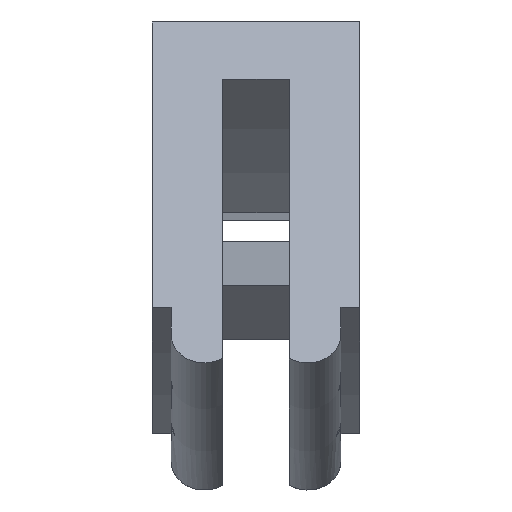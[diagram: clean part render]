
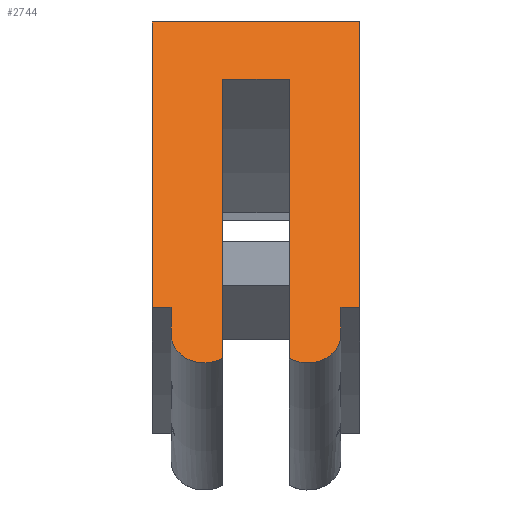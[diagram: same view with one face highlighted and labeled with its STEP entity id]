
A CAD part, left-side view. The second image highlights one B-rep face of the part: STEP entity #2744.
In plain terms, the highlighted planar face has unit normal (-0.866, 0, 0.5).
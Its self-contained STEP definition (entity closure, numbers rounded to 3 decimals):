
#13 = LINE ( 'NONE', #1255, #404 ) ;
#37 = VERTEX_POINT ( 'NONE', #1532 ) ;
#50 = ORIENTED_EDGE ( 'NONE', *, *, #2871, .T. ) ;
#83 = B_SPLINE_CURVE_WITH_KNOTS ( 'NONE', 3,
 ( #1756, #1262, #1292, #1046, #2496, #786, #2479, #2462, #3199, #238 ),
 .UNSPECIFIED., .F., .F.,
 ( 4, 2, 2, 2, 4 ),
 ( 0.002, 0.002, 0.003, 0.003, 0.003 ),
 .UNSPECIFIED. ) ;
#90 = LINE ( 'NONE', #159, #1432 ) ;
#155 = ORIENTED_EDGE ( 'NONE', *, *, #2282, .T. ) ;
#159 = CARTESIAN_POINT ( 'NONE',  ( -13.57, -0.8, -24.504 ) ) ;
#197 = ORIENTED_EDGE ( 'NONE', *, *, #1391, .T. ) ;
#238 = CARTESIAN_POINT ( 'NONE',  ( -27.572, 0.8, -48.755 ) ) ;
#272 = CARTESIAN_POINT ( 'NONE',  ( -22.892, -2.5, -40.65 ) ) ;
#280 = DIRECTION ( 'NONE',  ( 0.5, 0., 0.866 ) ) ;
#290 = EDGE_CURVE ( 'NONE', #37, #712, #296, .T. ) ;
#296 = LINE ( 'NONE', #2741, #2959 ) ;
#345 = FACE_OUTER_BOUND ( 'NONE', #1274, .T. ) ;
#370 = CARTESIAN_POINT ( 'NONE',  ( -23.691, 0., -42.033 ) ) ;
#394 = CARTESIAN_POINT ( 'NONE',  ( -13.404, -2.05, -24.217 ) ) ;
#404 = VECTOR ( 'NONE', #516, 1000. ) ;
#516 = DIRECTION ( 'NONE',  ( 0., -1., 0. ) ) ;
#603 = VECTOR ( 'NONE', #2031, 1000. ) ;
#631 = DIRECTION ( 'NONE',  ( 0.5, 0., 0.866 ) ) ;
#712 = VERTEX_POINT ( 'NONE', #1892 ) ;
#725 = CARTESIAN_POINT ( 'NONE',  ( -27.241, 2.05, -48.183 ) ) ;
#745 = ORIENTED_EDGE ( 'NONE', *, *, #1624, .T. ) ;
#753 = LINE ( 'NONE', #2787, #603 ) ;
#786 = CARTESIAN_POINT ( 'NONE',  ( -27.628, 1.497, -48.853 ) ) ;
#821 = DIRECTION ( 'NONE',  ( 0., 1., 0. ) ) ;
#829 = VECTOR ( 'NONE', #1693, 1000. ) ;
#850 = CARTESIAN_POINT ( 'NONE',  ( -26.866, 0., -47.533 ) ) ;
#867 = CARTESIAN_POINT ( 'NONE',  ( -27.241, -2.05, -48.183 ) ) ;
#939 = CARTESIAN_POINT ( 'NONE',  ( -13.57, 0.8, -24.504 ) ) ;
#947 = DIRECTION ( 'NONE',  ( -0.866, 0., 0.5 ) ) ;
#952 = ORIENTED_EDGE ( 'NONE', *, *, #2879, .T. ) ;
#991 = VECTOR ( 'NONE', #631, 1000. ) ;
#996 = VERTEX_POINT ( 'NONE', #1149 ) ;
#1027 = VECTOR ( 'NONE', #1833, 1000. ) ;
#1046 = CARTESIAN_POINT ( 'NONE',  ( -27.51, 1.86, -48.648 ) ) ;
#1079 = CARTESIAN_POINT ( 'NONE',  ( -26.866, -2.05, -47.533 ) ) ;
#1084 = DIRECTION ( 'NONE',  ( 0., -1., 0. ) ) ;
#1146 = ORIENTED_EDGE ( 'NONE', *, *, #1164, .T. ) ;
#1149 = CARTESIAN_POINT ( 'NONE',  ( -27.572, 0.8, -48.755 ) ) ;
#1159 = EDGE_CURVE ( 'NONE', #2501, #996, #83, .T. ) ;
#1163 = CARTESIAN_POINT ( 'NONE',  ( -27.644, -1.349, -48.881 ) ) ;
#1164 = EDGE_CURVE ( 'NONE', #2593, #2048, #2703, .T. ) ;
#1188 = VERTEX_POINT ( 'NONE', #2030 ) ;
#1255 = CARTESIAN_POINT ( 'NONE',  ( -26.866, 0., -47.533 ) ) ;
#1262 = CARTESIAN_POINT ( 'NONE',  ( -27.313, 2.05, -48.307 ) ) ;
#1274 = EDGE_LOOP ( 'NONE', ( #745, #952, #1384, #2963, #3090, #2926, #197, #155, #1482, #1146, #50, #3048 ) ) ;
#1292 = CARTESIAN_POINT ( 'NONE',  ( -27.385, 2.01, -48.432 ) ) ;
#1384 = ORIENTED_EDGE ( 'NONE', *, *, #1159, .T. ) ;
#1391 = EDGE_CURVE ( 'NONE', #1717, #1597, #2876, .T. ) ;
#1422 = PLANE ( 'NONE',  #2508 ) ;
#1432 = VECTOR ( 'NONE', #1823, 1000. ) ;
#1451 = DIRECTION ( 'NONE',  ( 0.5, 0., 0.866 ) ) ;
#1455 = EDGE_CURVE ( 'NONE', #3187, #2593, #13, .T. ) ;
#1482 = ORIENTED_EDGE ( 'NONE', *, *, #1455, .T. ) ;
#1503 = CARTESIAN_POINT ( 'NONE',  ( -27.641, -2.5, -48.875 ) ) ;
#1532 = CARTESIAN_POINT ( 'NONE',  ( -26.866, 2.5, -47.533 ) ) ;
#1597 = VERTEX_POINT ( 'NONE', #867 ) ;
#1611 = EDGE_CURVE ( 'NONE', #2629, #1188, #2109, .T. ) ;
#1624 = EDGE_CURVE ( 'NONE', #37, #2007, #3051, .T. ) ;
#1693 = DIRECTION ( 'NONE',  ( 0.5, 0., 0.866 ) ) ;
#1696 = CARTESIAN_POINT ( 'NONE',  ( -27.385, -2.01, -48.433 ) ) ;
#1703 = EDGE_CURVE ( 'NONE', #996, #2629, #2657, .T. ) ;
#1717 = VERTEX_POINT ( 'NONE', #2123 ) ;
#1756 = CARTESIAN_POINT ( 'NONE',  ( -27.241, 2.05, -48.183 ) ) ;
#1823 = DIRECTION ( 'NONE',  ( -0.5, 0., -0.866 ) ) ;
#1833 = DIRECTION ( 'NONE',  ( 0., -1., 0. ) ) ;
#1892 = CARTESIAN_POINT ( 'NONE',  ( -22.892, 2.5, -40.65 ) ) ;
#1894 = EDGE_CURVE ( 'NONE', #1188, #1717, #90, .T. ) ;
#1907 = CARTESIAN_POINT ( 'NONE',  ( -27.313, -2.05, -48.307 ) ) ;
#1931 = VECTOR ( 'NONE', #2994, 1000. ) ;
#2007 = VERTEX_POINT ( 'NONE', #2883 ) ;
#2030 = CARTESIAN_POINT ( 'NONE',  ( -23.691, -0.8, -42.033 ) ) ;
#2031 = DIRECTION ( 'NONE',  ( -0.5, 0., -0.866 ) ) ;
#2048 = VERTEX_POINT ( 'NONE', #3155 ) ;
#2109 = LINE ( 'NONE', #370, #2836 ) ;
#2123 = CARTESIAN_POINT ( 'NONE',  ( -27.572, -0.8, -48.755 ) ) ;
#2141 = CARTESIAN_POINT ( 'NONE',  ( -27.509, -1.86, -48.648 ) ) ;
#2156 = CARTESIAN_POINT ( 'NONE',  ( -27.628, -1.497, -48.853 ) ) ;
#2159 = CARTESIAN_POINT ( 'NONE',  ( -27.641, -2.5, -48.875 ) ) ;
#2273 = LINE ( 'NONE', #272, #2667 ) ;
#2276 = CARTESIAN_POINT ( 'NONE',  ( -23.691, 0.8, -42.033 ) ) ;
#2282 = EDGE_CURVE ( 'NONE', #1597, #3187, #2368, .T. ) ;
#2292 = CARTESIAN_POINT ( 'NONE',  ( -26.866, -2.5, -47.533 ) ) ;
#2368 = LINE ( 'NONE', #394, #991 ) ;
#2394 = CARTESIAN_POINT ( 'NONE',  ( -27.613, -0.921, -48.826 ) ) ;
#2462 = CARTESIAN_POINT ( 'NONE',  ( -27.636, 1.062, -48.867 ) ) ;
#2479 = CARTESIAN_POINT ( 'NONE',  ( -27.644, 1.35, -48.881 ) ) ;
#2496 = CARTESIAN_POINT ( 'NONE',  ( -27.561, 1.752, -48.736 ) ) ;
#2501 = VERTEX_POINT ( 'NONE', #725 ) ;
#2508 = AXIS2_PLACEMENT_3D ( 'NONE', #2159, #947, #1451 ) ;
#2593 = VERTEX_POINT ( 'NONE', #2292 ) ;
#2629 = VERTEX_POINT ( 'NONE', #2276 ) ;
#2657 = LINE ( 'NONE', #939, #829 ) ;
#2667 = VECTOR ( 'NONE', #821, 1000. ) ;
#2675 = CARTESIAN_POINT ( 'NONE',  ( -27.636, -1.062, -48.867 ) ) ;
#2703 = LINE ( 'NONE', #1503, #1931 ) ;
#2741 = CARTESIAN_POINT ( 'NONE',  ( -27.641, 2.5, -48.875 ) ) ;
#2744 = ADVANCED_FACE ( 'NONE', ( #345 ), #1422, .T. ) ;
#2787 = CARTESIAN_POINT ( 'NONE',  ( -13.404, 2.05, -24.217 ) ) ;
#2836 = VECTOR ( 'NONE', #1084, 1000. ) ;
#2871 = EDGE_CURVE ( 'NONE', #2048, #712, #2273, .T. ) ;
#2876 = B_SPLINE_CURVE_WITH_KNOTS ( 'NONE', 3,
 ( #3105, #2394, #2675, #1163, #2156, #3133, #2141, #1696, #1907, #2892 ),
 .UNSPECIFIED., .F., .F.,
 ( 4, 2, 2, 2, 4 ),
 ( 0., 0., 0.001, 0.001, 0.002 ),
 .UNSPECIFIED. ) ;
#2879 = EDGE_CURVE ( 'NONE', #2007, #2501, #753, .T. ) ;
#2883 = CARTESIAN_POINT ( 'NONE',  ( -26.866, 2.05, -47.533 ) ) ;
#2892 = CARTESIAN_POINT ( 'NONE',  ( -27.241, -2.05, -48.183 ) ) ;
#2926 = ORIENTED_EDGE ( 'NONE', *, *, #1894, .T. ) ;
#2959 = VECTOR ( 'NONE', #280, 1000. ) ;
#2963 = ORIENTED_EDGE ( 'NONE', *, *, #1703, .T. ) ;
#2994 = DIRECTION ( 'NONE',  ( 0.5, 0., 0.866 ) ) ;
#3048 = ORIENTED_EDGE ( 'NONE', *, *, #290, .F. ) ;
#3051 = LINE ( 'NONE', #850, #1027 ) ;
#3090 = ORIENTED_EDGE ( 'NONE', *, *, #1611, .T. ) ;
#3105 = CARTESIAN_POINT ( 'NONE',  ( -27.572, -0.8, -48.755 ) ) ;
#3133 = CARTESIAN_POINT ( 'NONE',  ( -27.561, -1.752, -48.736 ) ) ;
#3155 = CARTESIAN_POINT ( 'NONE',  ( -22.892, -2.5, -40.65 ) ) ;
#3187 = VERTEX_POINT ( 'NONE', #1079 ) ;
#3199 = CARTESIAN_POINT ( 'NONE',  ( -27.613, 0.921, -48.826 ) ) ;
